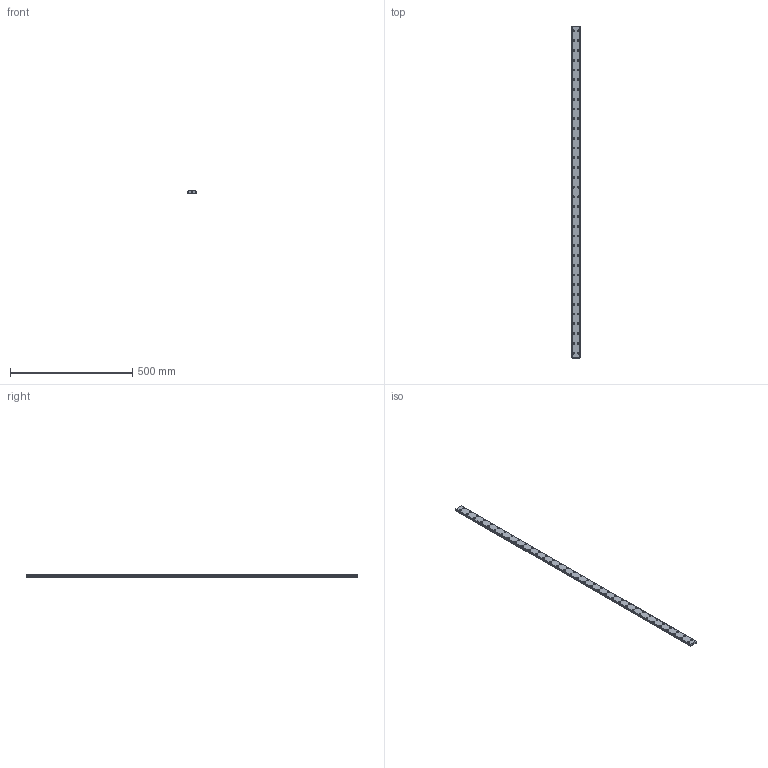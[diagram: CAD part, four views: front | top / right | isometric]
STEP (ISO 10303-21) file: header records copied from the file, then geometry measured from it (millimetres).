
FILE_DESCRIPTION(('STEP AP214'),'1');
FILE_NAME('cctmp_D0F24ACF-BC89-49E9-993B-BCE65AD8D98D_2021_03_02_10_10_38_0096..stp','2021-03-02T09:10:38',('HIWIN GmbH'),('CADClick - www.CADClick.com'),'Spatial InterOp 3D',' ','unknown authorization');
FILE_SCHEMA(('AUTOMOTIVE_DESIGN'));
Length unit declared in the file: millimetre
Products named in the file (1): WER17R1360H_FILE
Bounding box: 33 x 1360 x 9.3 mm (x, y, z)
Volume: 375649.4 mm3; surface area: 133249.7 mm2
Topology: 1 solids, 1 shells, 715 faces, 1515 edges, 1010 vertices
Faces by surface type: cylinder 426, plane 289
Entity records: 25365 total; most frequent: DIRECTION 3799, CARTESIAN_POINT 3241, ORIENTED_EDGE 3030, AXIS2_PLACEMENT_3D 1568, EDGE_CURVE 1515, VERTEX_POINT 1010, EDGE_LOOP 923, CIRCLE 852
